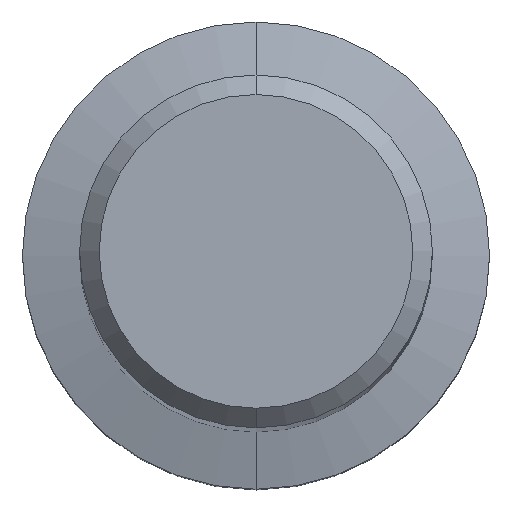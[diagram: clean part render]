
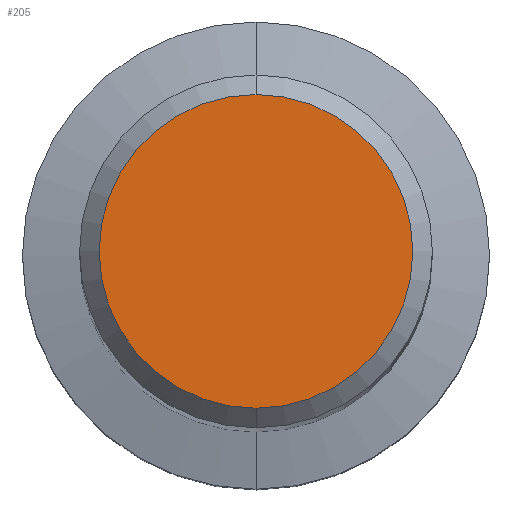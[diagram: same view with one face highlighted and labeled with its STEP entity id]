
A CAD part, top view. The second image highlights one B-rep face of the part: STEP entity #205.
In plain terms, the highlighted planar face has unit normal (0, 0, 1).
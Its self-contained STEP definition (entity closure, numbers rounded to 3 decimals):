
#129=EDGE_CURVE('',#167,#193,#328,.T.);
#167=VERTEX_POINT('',#374);
#193=VERTEX_POINT('',#403);
#205=ADVANCED_FACE('',(#416),#417,.T.);
#275=EDGE_CURVE('',#193,#167,#493,.T.);
#328=CIRCLE('',#548,4.8);
#374=CARTESIAN_POINT('',(0.0,4.8,0.0));
#403=CARTESIAN_POINT('',(0.,-4.8,0.0));
#416=FACE_OUTER_BOUND('',#652,.T.);
#417=PLANE('',#653);
#493=CIRCLE('',#759,4.8);
#548=AXIS2_PLACEMENT_3D('',#801,#802,#803);
#652=EDGE_LOOP('',(#910,#911));
#653=AXIS2_PLACEMENT_3D('',#912,#913,#914);
#759=AXIS2_PLACEMENT_3D('',#1010,#1011,#1012);
#801=CARTESIAN_POINT('',(0.0,0.0,0.0));
#802=DIRECTION('',(0.0,0.0,-1.0));
#803=DIRECTION('',(0.0,1.0,0.0));
#910=ORIENTED_EDGE('',*,*,#129,.F.);
#911=ORIENTED_EDGE('',*,*,#275,.F.);
#912=CARTESIAN_POINT('',(0.0,2.4,0.0));
#913=DIRECTION('',(-0.0,0.0,1.0));
#914=DIRECTION('',(0.0,-1.0,0.0));
#1010=CARTESIAN_POINT('',(0.0,0.0,0.0));
#1011=DIRECTION('',(0.0,0.0,-1.0));
#1012=DIRECTION('',(0.0,1.0,0.0));
